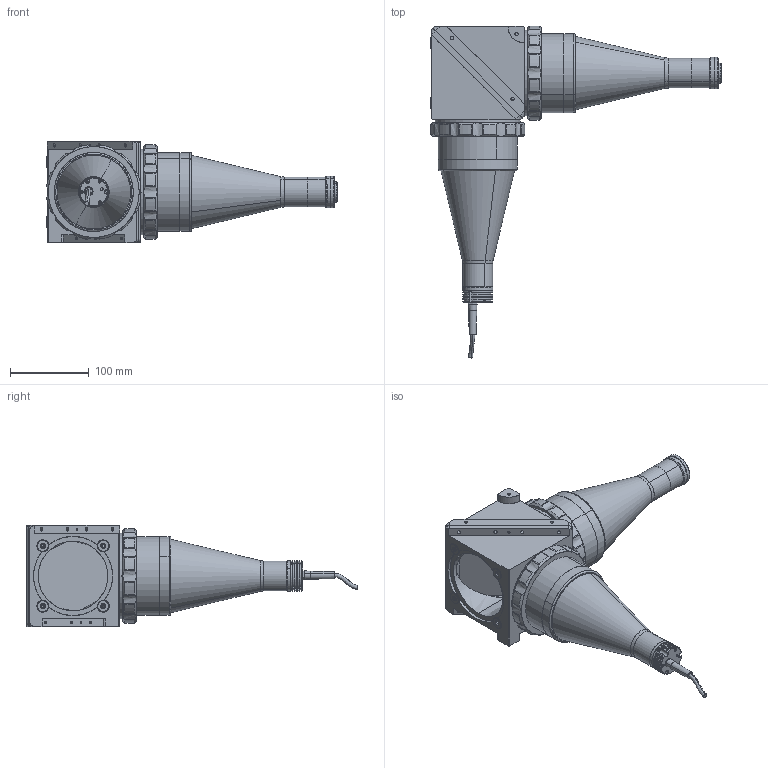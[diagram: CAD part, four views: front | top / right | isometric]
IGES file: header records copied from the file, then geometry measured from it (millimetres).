
Start section: SolidWorks IGES file using analytic representation for surfaces
Global section: file name: TCCXQ014.IGS; native system: SolidWorks 2013; preprocessor: SolidWorks 2013; author: User; date: 140711.155110; units: millimetre
Bounding box: 367.77 x 420.2 x 128 mm (x, y, z)
Surface area: 268747.7 mm2 (no closed solid volume)
Topology: 0 solids, 0 shells, 533 faces, 9616 edges, 9616 vertices
Faces by surface type: revolution 408, bspline 125
